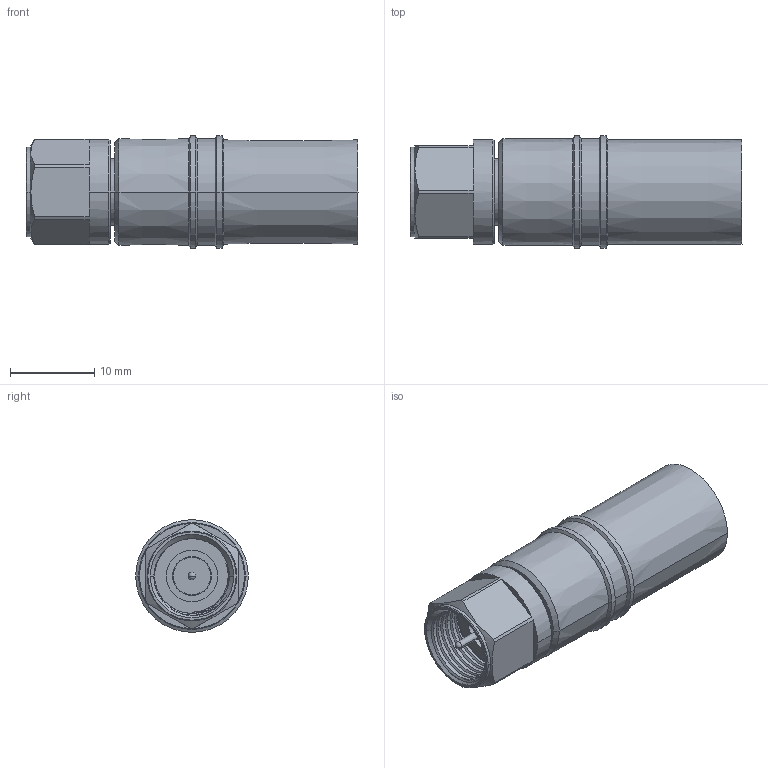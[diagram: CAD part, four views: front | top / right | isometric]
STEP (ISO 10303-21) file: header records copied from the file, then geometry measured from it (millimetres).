
FILE_DESCRIPTION (( 'STEP AP203' ), '1' );
FILE_NAME ('3190-6482.STEP', '2021-04-07T01:52:23', ( '001' ), ( '' ), 'SwSTEP 2.0', 'SolidWorks 2020', '' );
FILE_SCHEMA (( 'CONFIG_CONTROL_DESIGN' ));
Length unit declared in the file: millimetre
Products named in the file (1): 3190-6482
Bounding box: 39.5 x 13.4 x 13.4 mm (x, y, z)
Surface area: 3705.8 mm2 (no closed solid volume)
Topology: 0 solids, 1 shells, 133 faces, 317 edges, 199 vertices
Faces by surface type: cone 46, cylinder 43, plane 32, sphere 8, bspline 4
Entity records: 5162 total; most frequent: CARTESIAN_POINT 2268, DIRECTION 613, ORIENTED_EDGE 576, EDGE_CURVE 288, AXIS2_PLACEMENT_3D 256, VERTEX_POINT 180, EDGE_LOOP 144, CIRCLE 132
